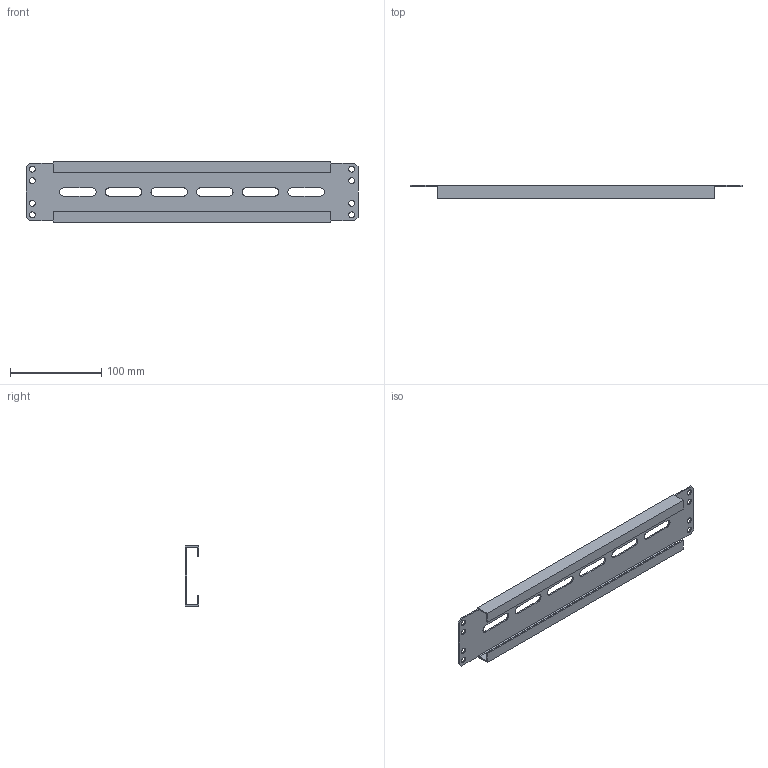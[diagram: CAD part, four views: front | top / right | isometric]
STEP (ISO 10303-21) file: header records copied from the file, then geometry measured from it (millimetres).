
FILE_DESCRIPTION (( 'STEP AP214' ), '1' );
FILE_NAME ('Ðåéêà îñíîâàíèÿ À.STEP', '2022-03-31T14:07:17', ( '' ), ( '' ), 'SwSTEP 2.0', 'SolidWorks 2017', '' );
FILE_SCHEMA (( 'AUTOMOTIVE_DESIGN' ));
Length unit declared in the file: millimetre
Products named in the file (1): Ðåéêà îñíîâàíèÿ À
Bounding box: 364 x 15 x 66 mm (x, y, z)
Volume: 54385.2 mm3; surface area: 74122.9 mm2
Topology: 1 solids, 1 shells, 70 faces, 204 edges, 136 vertices
Faces by surface type: plane 38, cylinder 32
Entity records: 2422 total; most frequent: CARTESIAN_POINT 411, DIRECTION 410, ORIENTED_EDGE 408, EDGE_CURVE 204, VECTOR 140, LINE 140, VERTEX_POINT 136, AXIS2_PLACEMENT_3D 135
